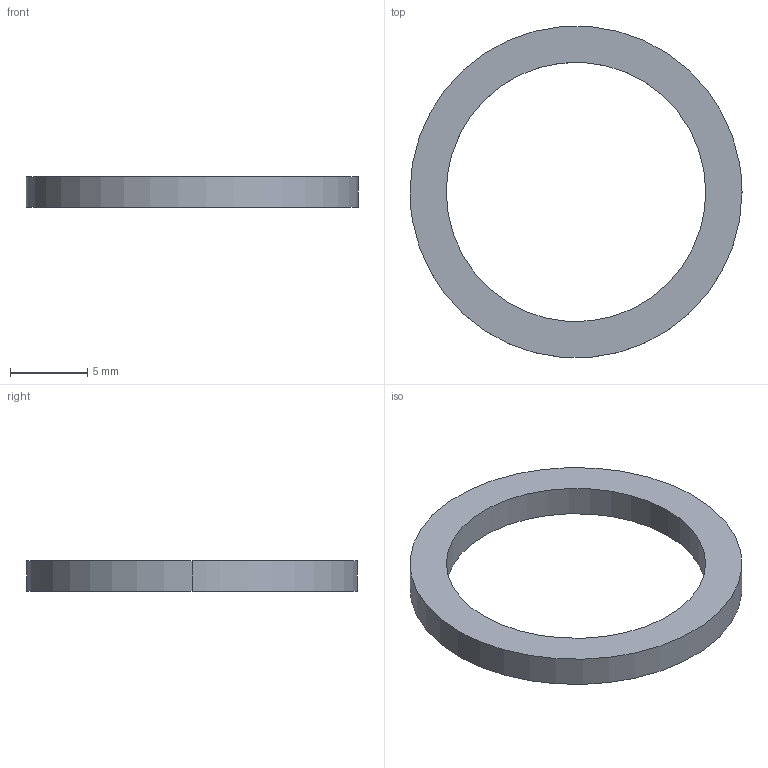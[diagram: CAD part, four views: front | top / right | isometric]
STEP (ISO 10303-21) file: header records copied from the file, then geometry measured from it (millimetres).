
FILE_DESCRIPTION(( 'MX.30.00.38.stp' ), '1');
FILE_NAME( 'MX.30.00.38.stp', '2018-11-13T11:37:04',( 'Sopra'),('sopra-pneumatic.com'), 'SwSTEP 2.0','SolidWorks 2009','' );
FILE_SCHEMA (('CONFIG_CONTROL_DESIGN'));
Length unit declared in the file: millimetre
Products named in the file (1): Document
Bounding box: 21.5 x 21.42 x 2 mm (x, y, z)
Volume: 282.4 mm3; surface area: 523.4 mm2
Topology: 1 solids, 1 shells, 6 faces, 12 edges, 8 vertices
Faces by surface type: bspline 4, plane 2
Entity records: 312 total; most frequent: CARTESIAN_POINT 132, ORIENTED_EDGE 24, EDGE_CURVE 12, B_SPLINE_CURVE_WITH_KNOTS 12, EDGE_LOOP 8, VERTEX_POINT 8, ORGANIZATION 7, PERSON_AND_ORGANIZATION 7
